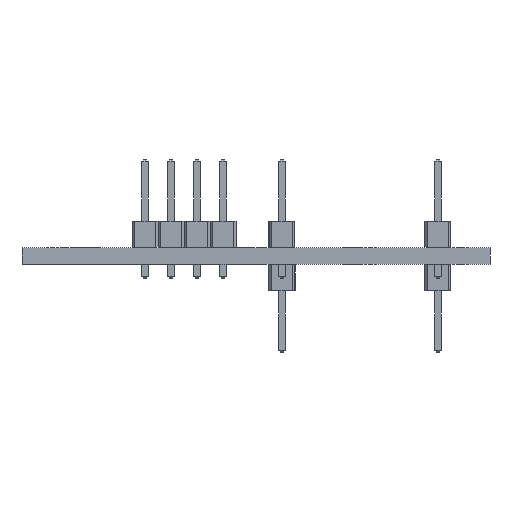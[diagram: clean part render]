
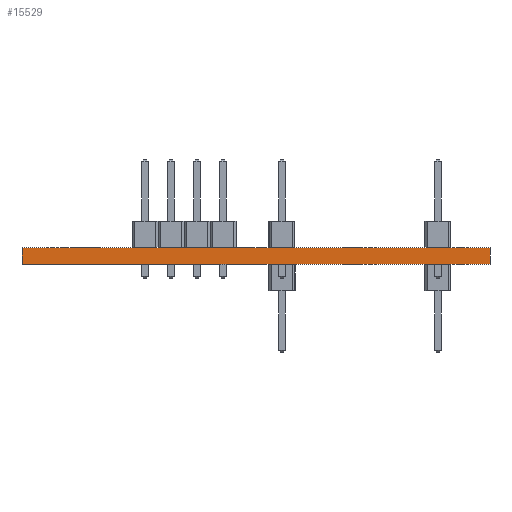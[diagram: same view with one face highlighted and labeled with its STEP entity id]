
A CAD part, left-side view. The second image highlights one B-rep face of the part: STEP entity #15529.
In plain terms, the highlighted planar face has unit normal (-1, 0, 0).
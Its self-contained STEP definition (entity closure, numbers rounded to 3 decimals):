
#15529 = ADVANCED_FACE('',(#15530),#15544,.F.);
#15530 = FACE_BOUND('',#15531,.F.);
#15531 = EDGE_LOOP('',(#15532,#15567,#15595,#15623));
#15532 = ORIENTED_EDGE('',*,*,#15533,.T.);
#15533 = EDGE_CURVE('',#15534,#15536,#15538,.T.);
#15534 = VERTEX_POINT('',#15535);
#15535 = CARTESIAN_POINT('',(46.26,-68.58,0.));
#15536 = VERTEX_POINT('',#15537);
#15537 = CARTESIAN_POINT('',(46.26,-68.58,1.6));
#15538 = SURFACE_CURVE('',#15539,(#15543,#15555),.PCURVE_S1.);
#15539 = LINE('',#15540,#15541);
#15540 = CARTESIAN_POINT('',(46.26,-68.58,0.));
#15541 = VECTOR('',#15542,1.);
#15542 = DIRECTION('',(0.,0.,1.));
#15543 = PCURVE('',#15544,#15549);
#15544 = PLANE('',#15545);
#15545 = AXIS2_PLACEMENT_3D('',#15546,#15547,#15548);
#15546 = CARTESIAN_POINT('',(46.26,-68.58,0.));
#15547 = DIRECTION('',(1.,0.,-0.));
#15548 = DIRECTION('',(0.,-1.,0.));
#15549 = DEFINITIONAL_REPRESENTATION('',(#15550),#15554);
#15550 = LINE('',#15551,#15552);
#15551 = CARTESIAN_POINT('',(0.,0.));
#15552 = VECTOR('',#15553,1.);
#15553 = DIRECTION('',(0.,-1.));
#15554 = ( GEOMETRIC_REPRESENTATION_CONTEXT(2) 
PARAMETRIC_REPRESENTATION_CONTEXT() REPRESENTATION_CONTEXT('2D SPACE',''
  ) );
#15555 = PCURVE('',#15556,#15561);
#15556 = PLANE('',#15557);
#15557 = AXIS2_PLACEMENT_3D('',#15558,#15559,#15560);
#15558 = CARTESIAN_POINT('',(139.7,-68.58,0.));
#15559 = DIRECTION('',(0.,-1.,0.));
#15560 = DIRECTION('',(-1.,0.,0.));
#15561 = DEFINITIONAL_REPRESENTATION('',(#15562),#15566);
#15562 = LINE('',#15563,#15564);
#15563 = CARTESIAN_POINT('',(93.44,0.));
#15564 = VECTOR('',#15565,1.);
#15565 = DIRECTION('',(0.,-1.));
#15566 = ( GEOMETRIC_REPRESENTATION_CONTEXT(2) 
PARAMETRIC_REPRESENTATION_CONTEXT() REPRESENTATION_CONTEXT('2D SPACE',''
  ) );
#15567 = ORIENTED_EDGE('',*,*,#15568,.T.);
#15568 = EDGE_CURVE('',#15536,#15569,#15571,.T.);
#15569 = VERTEX_POINT('',#15570);
#15570 = CARTESIAN_POINT('',(46.26,-114.3,1.6));
#15571 = SURFACE_CURVE('',#15572,(#15576,#15583),.PCURVE_S1.);
#15572 = LINE('',#15573,#15574);
#15573 = CARTESIAN_POINT('',(46.26,-68.58,1.6));
#15574 = VECTOR('',#15575,1.);
#15575 = DIRECTION('',(0.,-1.,0.));
#15576 = PCURVE('',#15544,#15577);
#15577 = DEFINITIONAL_REPRESENTATION('',(#15578),#15582);
#15578 = LINE('',#15579,#15580);
#15579 = CARTESIAN_POINT('',(0.,-1.6));
#15580 = VECTOR('',#15581,1.);
#15581 = DIRECTION('',(1.,0.));
#15582 = ( GEOMETRIC_REPRESENTATION_CONTEXT(2) 
PARAMETRIC_REPRESENTATION_CONTEXT() REPRESENTATION_CONTEXT('2D SPACE',''
  ) );
#15583 = PCURVE('',#15584,#15589);
#15584 = PLANE('',#15585);
#15585 = AXIS2_PLACEMENT_3D('',#15586,#15587,#15588);
#15586 = CARTESIAN_POINT('',(92.98,-91.44,1.6));
#15587 = DIRECTION('',(0.,0.,1.));
#15588 = DIRECTION('',(1.,0.,-0.));
#15589 = DEFINITIONAL_REPRESENTATION('',(#15590),#15594);
#15590 = LINE('',#15591,#15592);
#15591 = CARTESIAN_POINT('',(-46.72,22.86));
#15592 = VECTOR('',#15593,1.);
#15593 = DIRECTION('',(0.,-1.));
#15594 = ( GEOMETRIC_REPRESENTATION_CONTEXT(2) 
PARAMETRIC_REPRESENTATION_CONTEXT() REPRESENTATION_CONTEXT('2D SPACE',''
  ) );
#15595 = ORIENTED_EDGE('',*,*,#15596,.F.);
#15596 = EDGE_CURVE('',#15597,#15569,#15599,.T.);
#15597 = VERTEX_POINT('',#15598);
#15598 = CARTESIAN_POINT('',(46.26,-114.3,0.));
#15599 = SURFACE_CURVE('',#15600,(#15604,#15611),.PCURVE_S1.);
#15600 = LINE('',#15601,#15602);
#15601 = CARTESIAN_POINT('',(46.26,-114.3,0.));
#15602 = VECTOR('',#15603,1.);
#15603 = DIRECTION('',(0.,0.,1.));
#15604 = PCURVE('',#15544,#15605);
#15605 = DEFINITIONAL_REPRESENTATION('',(#15606),#15610);
#15606 = LINE('',#15607,#15608);
#15607 = CARTESIAN_POINT('',(45.72,0.));
#15608 = VECTOR('',#15609,1.);
#15609 = DIRECTION('',(0.,-1.));
#15610 = ( GEOMETRIC_REPRESENTATION_CONTEXT(2) 
PARAMETRIC_REPRESENTATION_CONTEXT() REPRESENTATION_CONTEXT('2D SPACE',''
  ) );
#15611 = PCURVE('',#15612,#15617);
#15612 = PLANE('',#15613);
#15613 = AXIS2_PLACEMENT_3D('',#15614,#15615,#15616);
#15614 = CARTESIAN_POINT('',(46.26,-114.3,0.));
#15615 = DIRECTION('',(0.,1.,0.));
#15616 = DIRECTION('',(1.,0.,0.));
#15617 = DEFINITIONAL_REPRESENTATION('',(#15618),#15622);
#15618 = LINE('',#15619,#15620);
#15619 = CARTESIAN_POINT('',(0.,0.));
#15620 = VECTOR('',#15621,1.);
#15621 = DIRECTION('',(0.,-1.));
#15622 = ( GEOMETRIC_REPRESENTATION_CONTEXT(2) 
PARAMETRIC_REPRESENTATION_CONTEXT() REPRESENTATION_CONTEXT('2D SPACE',''
  ) );
#15623 = ORIENTED_EDGE('',*,*,#15624,.F.);
#15624 = EDGE_CURVE('',#15534,#15597,#15625,.T.);
#15625 = SURFACE_CURVE('',#15626,(#15630,#15637),.PCURVE_S1.);
#15626 = LINE('',#15627,#15628);
#15627 = CARTESIAN_POINT('',(46.26,-68.58,0.));
#15628 = VECTOR('',#15629,1.);
#15629 = DIRECTION('',(0.,-1.,0.));
#15630 = PCURVE('',#15544,#15631);
#15631 = DEFINITIONAL_REPRESENTATION('',(#15632),#15636);
#15632 = LINE('',#15633,#15634);
#15633 = CARTESIAN_POINT('',(0.,0.));
#15634 = VECTOR('',#15635,1.);
#15635 = DIRECTION('',(1.,0.));
#15636 = ( GEOMETRIC_REPRESENTATION_CONTEXT(2) 
PARAMETRIC_REPRESENTATION_CONTEXT() REPRESENTATION_CONTEXT('2D SPACE',''
  ) );
#15637 = PCURVE('',#15638,#15643);
#15638 = PLANE('',#15639);
#15639 = AXIS2_PLACEMENT_3D('',#15640,#15641,#15642);
#15640 = CARTESIAN_POINT('',(92.98,-91.44,0.));
#15641 = DIRECTION('',(0.,0.,1.));
#15642 = DIRECTION('',(1.,0.,-0.));
#15643 = DEFINITIONAL_REPRESENTATION('',(#15644),#15648);
#15644 = LINE('',#15645,#15646);
#15645 = CARTESIAN_POINT('',(-46.72,22.86));
#15646 = VECTOR('',#15647,1.);
#15647 = DIRECTION('',(0.,-1.));
#15648 = ( GEOMETRIC_REPRESENTATION_CONTEXT(2) 
PARAMETRIC_REPRESENTATION_CONTEXT() REPRESENTATION_CONTEXT('2D SPACE',''
  ) );
